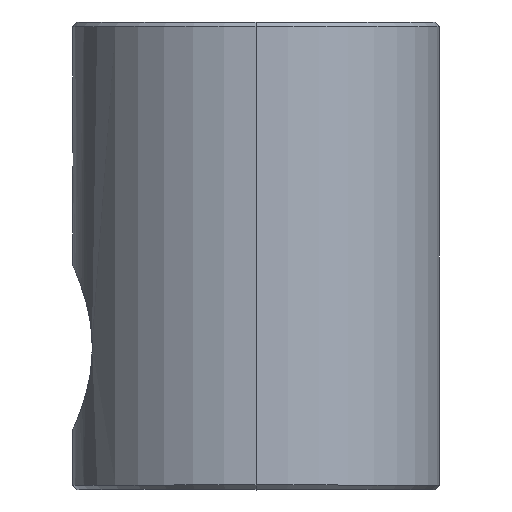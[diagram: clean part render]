
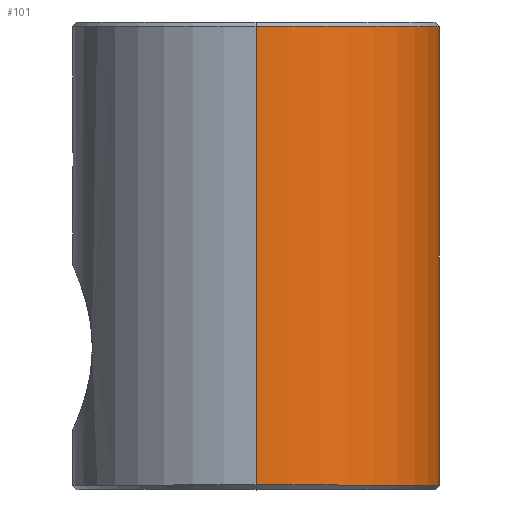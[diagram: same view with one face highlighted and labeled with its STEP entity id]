
A CAD part, top view. The second image highlights one B-rep face of the part: STEP entity #101.
In plain terms, the highlighted cylindrical face has radius 63.5 mm (diameter 127 mm), a partial arc.
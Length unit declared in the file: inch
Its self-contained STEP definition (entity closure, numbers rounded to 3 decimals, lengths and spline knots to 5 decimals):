
#2 = CARTESIAN_POINT ( 'NONE',  ( 0., 0.06, 2.5 ) ) ;
#21 = CARTESIAN_POINT ( 'NONE',  ( 0., 0.06, -2.5 ) ) ;
#101 = ADVANCED_FACE ( 'NONE', ( #517 ), #115, .T. ) ;
#102 = ORIENTED_EDGE ( 'NONE', *, *, #635, .T. ) ;
#106 = VECTOR ( 'NONE', #540, 39.37008 ) ;
#115 = CYLINDRICAL_SURFACE ( 'NONE', #555, 2.5 ) ;
#138 = DIRECTION ( 'NONE',  ( 0., 0., 1. ) ) ;
#142 = ORIENTED_EDGE ( 'NONE', *, *, #350, .T. ) ;
#196 = CIRCLE ( 'NONE', #418, 2.5 ) ;
#212 = CIRCLE ( 'NONE', #642, 2.5 ) ;
#262 = DIRECTION ( 'NONE',  ( 0., 0., -1. ) ) ;
#275 = EDGE_LOOP ( 'NONE', ( #615, #142, #102, #695 ) ) ;
#279 = DIRECTION ( 'NONE',  ( 0., 1., 0. ) ) ;
#323 = DIRECTION ( 'NONE',  ( 0., -1., 0. ) ) ;
#342 = CARTESIAN_POINT ( 'NONE',  ( 0., 0.06, 0. ) ) ;
#350 = EDGE_CURVE ( 'NONE', #507, #706, #797, .T. ) ;
#387 = CARTESIAN_POINT ( 'NONE',  ( 0., 6.37, 0. ) ) ;
#411 = VERTEX_POINT ( 'NONE', #606 ) ;
#418 = AXIS2_PLACEMENT_3D ( 'NONE', #342, #279, #138 ) ;
#430 = DIRECTION ( 'NONE',  ( 0., -1., 0. ) ) ;
#499 = CARTESIAN_POINT ( 'NONE',  ( 0., 6.31, 2.5 ) ) ;
#505 = EDGE_CURVE ( 'NONE', #411, #507, #212, .T. ) ;
#507 = VERTEX_POINT ( 'NONE', #499 ) ;
#516 = EDGE_CURVE ( 'NONE', #411, #833, #643, .T. ) ;
#517 = FACE_OUTER_BOUND ( 'NONE', #275, .T. ) ;
#528 = CARTESIAN_POINT ( 'NONE',  ( 0., 6.37, 2.5 ) ) ;
#540 = DIRECTION ( 'NONE',  ( 0., -1., 0. ) ) ;
#555 = AXIS2_PLACEMENT_3D ( 'NONE', #387, #323, #262 ) ;
#577 = CARTESIAN_POINT ( 'NONE',  ( 0., 6.37, -2.5 ) ) ;
#603 = VECTOR ( 'NONE', #773, 39.37008 ) ;
#606 = CARTESIAN_POINT ( 'NONE',  ( 0., 6.31, -2.5 ) ) ;
#615 = ORIENTED_EDGE ( 'NONE', *, *, #505, .T. ) ;
#635 = EDGE_CURVE ( 'NONE', #706, #833, #196, .T. ) ;
#642 = AXIS2_PLACEMENT_3D ( 'NONE', #717, #430, #835 ) ;
#643 = LINE ( 'NONE', #577, #603 ) ;
#695 = ORIENTED_EDGE ( 'NONE', *, *, #516, .F. ) ;
#706 = VERTEX_POINT ( 'NONE', #2 ) ;
#717 = CARTESIAN_POINT ( 'NONE',  ( 0., 6.31, 0. ) ) ;
#773 = DIRECTION ( 'NONE',  ( 0., -1., 0. ) ) ;
#797 = LINE ( 'NONE', #528, #106 ) ;
#833 = VERTEX_POINT ( 'NONE', #21 ) ;
#835 = DIRECTION ( 'NONE',  ( 0., 0., 1. ) ) ;
